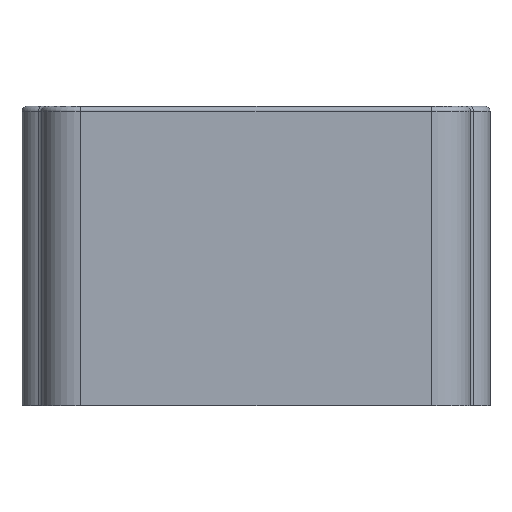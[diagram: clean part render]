
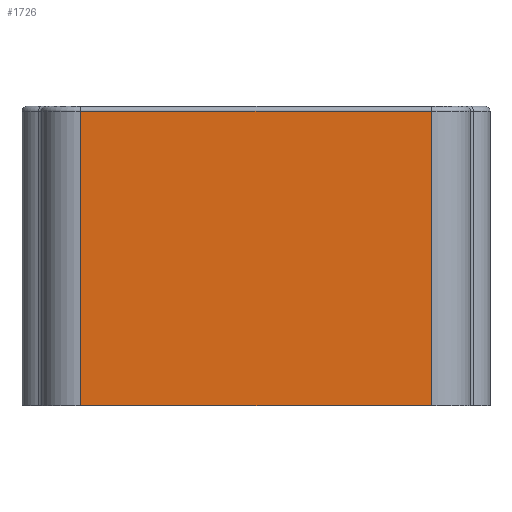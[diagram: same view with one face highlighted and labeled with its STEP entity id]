
A CAD part, front view. The second image highlights one B-rep face of the part: STEP entity #1726.
In plain terms, the highlighted planar face has unit normal (0, -1, 0).
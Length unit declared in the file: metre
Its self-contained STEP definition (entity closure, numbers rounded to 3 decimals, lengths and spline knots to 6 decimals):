
#1726=ADVANCED_FACE('0:1179',(#3086),#3087,.T.);
#3086=FACE_OUTER_BOUND('',#7494,.T.);
#3087=PLANE('',#7495);
#7494=EDGE_LOOP('',(#11014,#11015,#11016,#11017));
#7495=AXIS2_PLACEMENT_3D('',#11018,#11019,#11020);
#11014=ORIENTED_EDGE('',*,*,#13201,.T.);
#11015=ORIENTED_EDGE('',*,*,#13097,.T.);
#11016=ORIENTED_EDGE('',*,*,#13199,.F.);
#11017=ORIENTED_EDGE('',*,*,#13202,.F.);
#11018=CARTESIAN_POINT('',(-0.0129,-0.010525,0.0));
#11019=DIRECTION('',(0.0,-1.0,0.0));
#11020=DIRECTION('',(0.0,0.0,-1.0));
#13097=EDGE_CURVE('0:3758',#16545,#16542,#16547,.F.);
#13199=EDGE_CURVE('0:4067',#16697,#16542,#16698,.T.);
#13201=EDGE_CURVE('0:4073',#16700,#16545,#16701,.T.);
#13202=EDGE_CURVE('0:4076',#16700,#16697,#16702,.T.);
#16542=VERTEX_POINT('',#20487);
#16545=VERTEX_POINT('',#20490);
#16547=LINE('',#20492,#20493);
#16697=VERTEX_POINT('',#20726);
#16698=LINE('',#20727,#20728);
#16700=VERTEX_POINT('',#20730);
#16701=LINE('',#20731,#20732);
#16702=LINE('',#20733,#20734);
#20487=CARTESIAN_POINT('',(-0.01055,-0.010525,0.0162));
#20490=CARTESIAN_POINT('',(0.01055,-0.010525,0.0162));
#20492=CARTESIAN_POINT('',(0.0,-0.010525,0.0162));
#20493=VECTOR('',#21829,0.001);
#20726=CARTESIAN_POINT('',(-0.01055,-0.010525,-0.0015));
#20727=CARTESIAN_POINT('',(-0.01055,-0.010525,0.00825));
#20728=VECTOR('',#22006,0.001);
#20730=CARTESIAN_POINT('',(0.01055,-0.010525,-0.0015));
#20731=CARTESIAN_POINT('',(0.01055,-0.010525,0.00735));
#20732=VECTOR('',#22010,0.001);
#20733=CARTESIAN_POINT('',(0.,-0.010525,-0.0015));
#20734=VECTOR('',#22011,0.001);
#21829=DIRECTION('',(1.0,0.0,0.0));
#22006=DIRECTION('',(0.0,0.0,1.0));
#22010=DIRECTION('',(0.0,0.0,1.0));
#22011=DIRECTION('',(-1.0,0.0,0.0));
